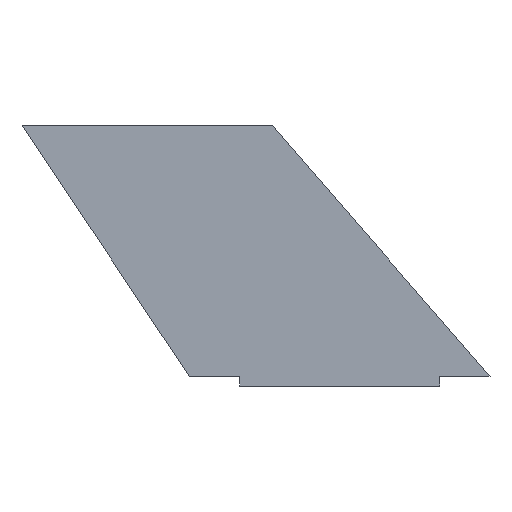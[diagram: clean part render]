
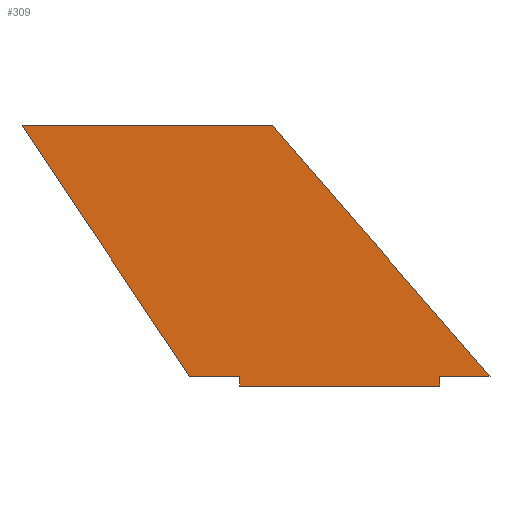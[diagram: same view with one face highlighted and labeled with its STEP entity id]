
A CAD part, left-side view. The second image highlights one B-rep face of the part: STEP entity #309.
In plain terms, the highlighted planar face has unit normal (-1, 0, 0).
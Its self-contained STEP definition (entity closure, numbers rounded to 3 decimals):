
#61=CARTESIAN_POINT('Vertex',(-1.5,93.431,49.962)) ;
#66=CARTESIAN_POINT('Line Origine',(-1.5,68.431,49.962)) ;
#70=CARTESIAN_POINT('Vertex',(-1.5,43.431,49.962)) ;
#97=CARTESIAN_POINT('Line Origine',(-1.5,21.716,24.981)) ;
#101=CARTESIAN_POINT('Vertex',(-1.5,0.,0.)) ;
#140=CARTESIAN_POINT('Vertex',(-1.5,0.,-0.045)) ;
#143=CARTESIAN_POINT('Line Origine',(-1.5,0.,-0.023)) ;
#177=CARTESIAN_POINT('Line Origine',(-1.5,30.,-0.045)) ;
#181=CARTESIAN_POINT('Vertex',(-1.5,10.,-0.045)) ;
#209=CARTESIAN_POINT('Line Origine',(-1.5,10.,-1.023)) ;
#213=CARTESIAN_POINT('Vertex',(-1.5,10.,-2.)) ;
#246=CARTESIAN_POINT('Vertex',(-1.5,50.,-2.)) ;
#254=CARTESIAN_POINT('Line Origine',(-1.5,30.,-2.)) ;
#266=CARTESIAN_POINT('Axis2P3D Location',(-1.5,0.,0.)) ;
#271=CARTESIAN_POINT('Line Origine',(-1.5,55.,-0.045)) ;
#275=CARTESIAN_POINT('Vertex',(-1.5,50.,-0.045)) ;
#277=CARTESIAN_POINT('Vertex',(-1.5,60.,-0.045)) ;
#280=CARTESIAN_POINT('Line Origine',(-1.5,50.,-1.023)) ;
#285=CARTESIAN_POINT('Line Origine',(-1.5,76.716,24.981)) ;
#289=CARTESIAN_POINT('Vertex',(-1.5,60.,0.)) ;
#292=CARTESIAN_POINT('Line Origine',(-1.5,60.,-0.023)) ;
#67=DIRECTION('Vector Direction',(0.,1.,0.)) ;
#98=DIRECTION('Vector Direction',(0.,0.656,0.755)) ;
#144=DIRECTION('Vector Direction',(0.,0.,1.)) ;
#178=DIRECTION('Vector Direction',(0.,1.,0.)) ;
#210=DIRECTION('Vector Direction',(0.,0.,1.)) ;
#255=DIRECTION('Vector Direction',(0.,-1.,0.)) ;
#267=DIRECTION('Axis2P3D Direction',(1.,0.,0.)) ;
#268=DIRECTION('Axis2P3D XDirection',(0.,1.,0.)) ;
#272=DIRECTION('Vector Direction',(0.,1.,0.)) ;
#281=DIRECTION('Vector Direction',(0.,0.,1.)) ;
#286=DIRECTION('Vector Direction',(0.,-0.556,-0.831)) ;
#293=DIRECTION('Vector Direction',(0.,0.,-1.)) ;
#269=AXIS2_PLACEMENT_3D('Plane Axis2P3D',#266,#267,#268) ;
#298=ORIENTED_EDGE('',*,*,#279,.F.) ;
#299=ORIENTED_EDGE('',*,*,#284,.F.) ;
#300=ORIENTED_EDGE('',*,*,#258,.F.) ;
#301=ORIENTED_EDGE('',*,*,#215,.T.) ;
#302=ORIENTED_EDGE('',*,*,#183,.F.) ;
#303=ORIENTED_EDGE('',*,*,#147,.F.) ;
#304=ORIENTED_EDGE('',*,*,#103,.F.) ;
#305=ORIENTED_EDGE('',*,*,#72,.F.) ;
#306=ORIENTED_EDGE('',*,*,#291,.F.) ;
#307=ORIENTED_EDGE('',*,*,#296,.F.) ;
#68=VECTOR('Line Direction',#67,1.) ;
#99=VECTOR('Line Direction',#98,1.) ;
#145=VECTOR('Line Direction',#144,1.) ;
#179=VECTOR('Line Direction',#178,1.) ;
#211=VECTOR('Line Direction',#210,1.) ;
#256=VECTOR('Line Direction',#255,1.) ;
#273=VECTOR('Line Direction',#272,1.) ;
#282=VECTOR('Line Direction',#281,1.) ;
#287=VECTOR('Line Direction',#286,1.) ;
#294=VECTOR('Line Direction',#293,1.) ;
#309=ADVANCED_FACE('PartBody',(#308),#270,.F.) ;
#72=EDGE_CURVE('',#62,#71,#69,.F.) ;
#103=EDGE_CURVE('',#71,#102,#100,.F.) ;
#147=EDGE_CURVE('',#102,#141,#146,.F.) ;
#183=EDGE_CURVE('',#141,#182,#180,.T.) ;
#215=EDGE_CURVE('',#214,#182,#212,.T.) ;
#258=EDGE_CURVE('',#214,#247,#257,.F.) ;
#279=EDGE_CURVE('',#276,#278,#274,.T.) ;
#284=EDGE_CURVE('',#247,#276,#283,.T.) ;
#291=EDGE_CURVE('',#290,#62,#288,.F.) ;
#296=EDGE_CURVE('',#278,#290,#295,.F.) ;
#297=EDGE_LOOP('',(#298,#299,#300,#301,#302,#303,#304,#305,#306,#307)) ;
#308=FACE_OUTER_BOUND('',#297,.T.) ;
#69=LINE('Line',#66,#68) ;
#100=LINE('Line',#97,#99) ;
#146=LINE('Line',#143,#145) ;
#180=LINE('Line',#177,#179) ;
#212=LINE('Line',#209,#211) ;
#257=LINE('Line',#254,#256) ;
#274=LINE('Line',#271,#273) ;
#283=LINE('Line',#280,#282) ;
#288=LINE('Line',#285,#287) ;
#295=LINE('Line',#292,#294) ;
#270=PLANE('',#269) ;
#62=VERTEX_POINT('',#61) ;
#71=VERTEX_POINT('',#70) ;
#102=VERTEX_POINT('',#101) ;
#141=VERTEX_POINT('',#140) ;
#182=VERTEX_POINT('',#181) ;
#214=VERTEX_POINT('',#213) ;
#247=VERTEX_POINT('',#246) ;
#276=VERTEX_POINT('',#275) ;
#278=VERTEX_POINT('',#277) ;
#290=VERTEX_POINT('',#289) ;
